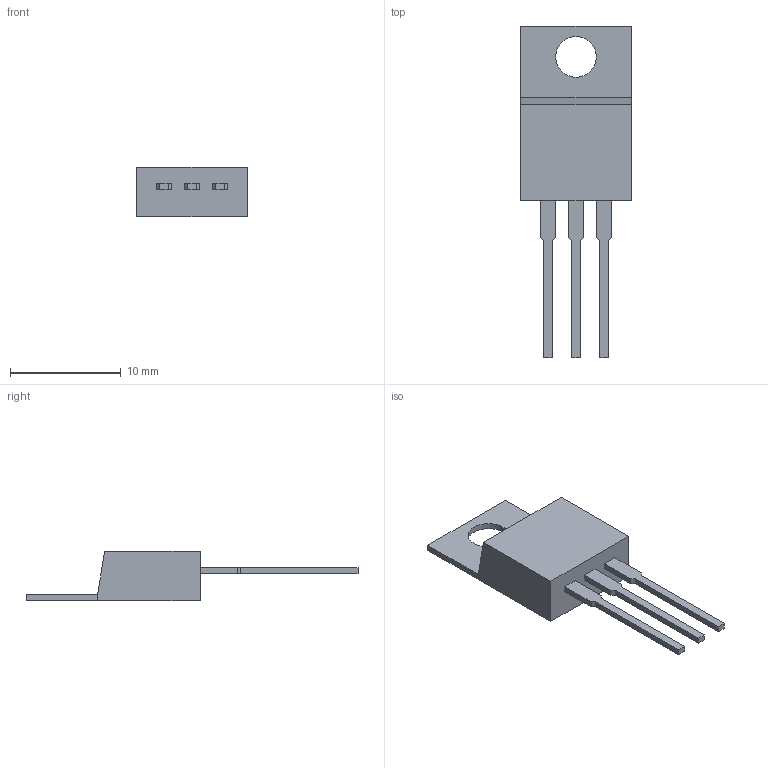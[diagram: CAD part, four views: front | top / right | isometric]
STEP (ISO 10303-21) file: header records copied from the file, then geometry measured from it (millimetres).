
FILE_DESCRIPTION (( 'STEP AP214' ), '1' );
FILE_NAME ('LM7805CT.STEP', '2019-07-24T12:35:55', ( '' ), ( '' ), 'SwSTEP 2.0', 'SolidWorks 2017', '' );
FILE_SCHEMA (( 'AUTOMOTIVE_DESIGN' ));
Length unit declared in the file: inch
Products named in the file (1): LM7805CT
Bounding box: 9.97 x 30.02 x 4.45 mm (x, y, z)
Volume: 449.8 mm3; surface area: 608.3 mm2
Topology: 5 solids, 5 shells, 45 faces, 105 edges, 70 vertices
Faces by surface type: plane 43, cylinder 2
Entity records: 1351 total; most frequent: CARTESIAN_POINT 221, ORIENTED_EDGE 210, DIRECTION 201, EDGE_CURVE 105, VECTOR 101, LINE 101, VERTEX_POINT 70, AXIS2_PLACEMENT_3D 50
